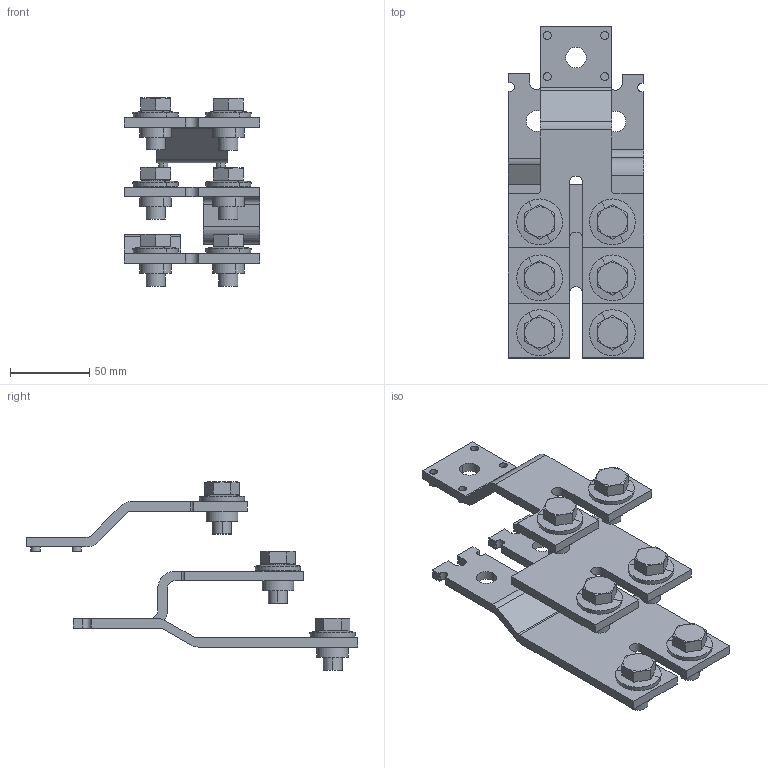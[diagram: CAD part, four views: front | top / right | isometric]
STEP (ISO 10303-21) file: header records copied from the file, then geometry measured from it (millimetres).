
FILE_DESCRIPTION(('CATIA V5 STEP'),'2;1');
FILE_NAME('L8390600_L_Verschienungsbausatz-VS-SL3_1000.stp','2016-03-21T16:48:49+00:00',('none'),('Jean Müller GmbH'),'CATIA Version 5 Release 19 SP 9 (IN-10)','CATIA V5 STEP AP214','none');
FILE_SCHEMA(('AUTOMOTIVE_DESIGN { 1 0 10303 214 1 1 1 1 }'));
Length unit declared in the file: millimetre
Products named in the file (7): L8390600_L_Verschienungsbausatz VS-SL3/1000; 154394_Anschlusslasche; 154395_Anschlusslasche; 155069_Anschlusslasche; 61231_Setzmutter_M12; 65817_Sechskantschraube M12x25; 66905_Spannscheibe DIN 6796_12
Assembly tree (21 placements, depth 2):
  L8390600_L_Verschienungsbausatz VS-SL3/1000
    154394_Anschlusslasche
    154395_Anschlusslasche
    155069_Anschlusslasche
    61231_Setzmutter_M12  x6
    65817_Sechskantschraube M12x25  x6
    66905_Spannscheibe DIN 6796_12  x6
Bounding box: 86 x 209.97 x 119.13 mm (x, y, z)
Volume: 205178.1 mm3; surface area: 94197.2 mm2
Topology: 21 solids, 21 shells, 390 faces, 896 edges, 562 vertices
Faces by surface type: plane 151, cone 120, cylinder 119
Entity records: 6216 total; most frequent: CARTESIAN_POINT 996, ORIENTED_EDGE 892, DIRECTION 758, EDGE_CURVE 446, AXIS2_PLACEMENT_3D 320, VERTEX_POINT 292, VECTOR 276, LINE 276
